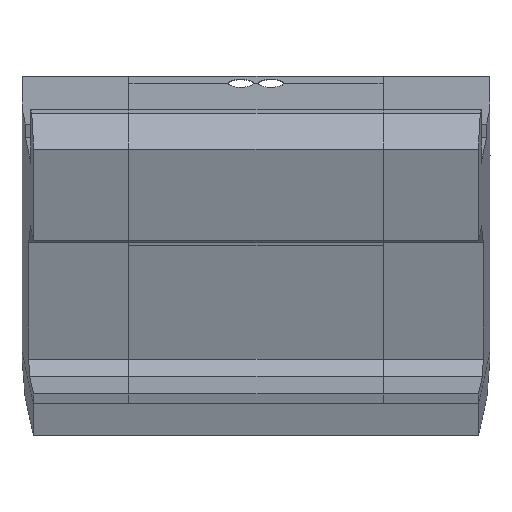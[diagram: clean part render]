
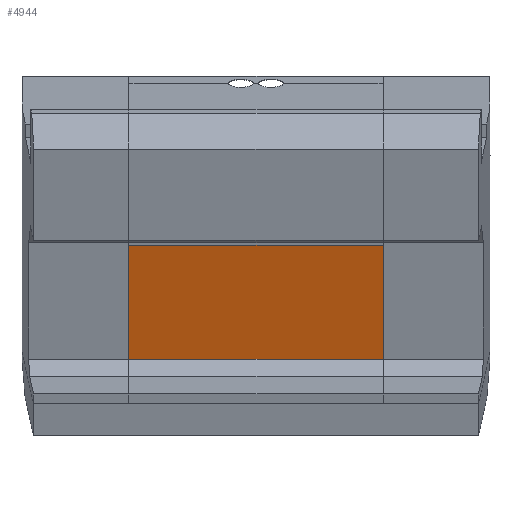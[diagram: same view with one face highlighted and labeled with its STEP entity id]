
A CAD part, left-side view. The second image highlights one B-rep face of the part: STEP entity #4944.
In plain terms, the highlighted planar face has unit normal (-0.947, 0, -0.322).
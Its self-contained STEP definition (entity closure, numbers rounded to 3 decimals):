
#3497 = PLANE('',#3498);
#3498 = AXIS2_PLACEMENT_3D('',#3499,#3500,#3501);
#3499 = CARTESIAN_POINT('',(56.083,0.,
    120.358));
#3500 = DIRECTION('',(0.322,0.,-0.947)
  );
#3501 = DIRECTION('',(-0.947,0.,
    -0.322));
#3825 = VERTEX_POINT('',#3826);
#3826 = CARTESIAN_POINT('',(-33.327,-225.,
    89.921));
#3839 = PLANE('',#3840);
#3840 = AXIS2_PLACEMENT_3D('',#3841,#3842,#3843);
#3841 = CARTESIAN_POINT('',(74.069,-225.,
    99.375));
#3842 = DIRECTION('',(0.,1.,0.));
#3843 = DIRECTION('',(1.,0.,0.));
#3850 = EDGE_CURVE('',#3851,#3825,#3853,.T.);
#3851 = VERTEX_POINT('',#3852);
#3852 = CARTESIAN_POINT('',(-33.327,225.,
    89.921));
#3853 = SURFACE_CURVE('',#3854,(#3858,#3864),.PCURVE_S1.);
#3854 = LINE('',#3855,#3856);
#3855 = CARTESIAN_POINT('',(-33.327,0.,
    89.921));
#3856 = VECTOR('',#3857,1.);
#3857 = DIRECTION('',(0.,-1.,0.));
#3858 = PCURVE('',#3497,#3859);
#3859 = DEFINITIONAL_REPRESENTATION('',(#3860),#3863);
#3860 = B_SPLINE_CURVE_WITH_KNOTS('',1,(#3861,#3862),.UNSPECIFIED.,.F.,
  .F.,(2,2),(-225.,225.),.PIECEWISE_BEZIER_KNOTS.);
#3861 = CARTESIAN_POINT('',(94.449,225.));
#3862 = CARTESIAN_POINT('',(94.449,-225.));
#3863 = ( GEOMETRIC_REPRESENTATION_CONTEXT(2) 
PARAMETRIC_REPRESENTATION_CONTEXT() REPRESENTATION_CONTEXT('2D SPACE',''
  ) );
#3864 = PCURVE('',#3865,#3870);
#3865 = PLANE('',#3866);
#3866 = AXIS2_PLACEMENT_3D('',#3867,#3868,#3869);
#3867 = CARTESIAN_POINT('',(35.315,0.,-111.716
    ));
#3868 = DIRECTION('',(-0.947,0.,
    -0.322));
#3869 = DIRECTION('',(-0.322,0.,0.947)
  );
#3870 = DEFINITIONAL_REPRESENTATION('',(#3871),#3874);
#3871 = B_SPLINE_CURVE_WITH_KNOTS('',1,(#3872,#3873),.UNSPECIFIED.,.F.,
  .F.,(2,2),(-225.,225.),.PIECEWISE_BEZIER_KNOTS.);
#3872 = CARTESIAN_POINT('',(213.,225.));
#3873 = CARTESIAN_POINT('',(213.,-225.));
#3874 = ( GEOMETRIC_REPRESENTATION_CONTEXT(2) 
PARAMETRIC_REPRESENTATION_CONTEXT() REPRESENTATION_CONTEXT('2D SPACE',''
  ) );
#3891 = PLANE('',#3892);
#3892 = AXIS2_PLACEMENT_3D('',#3893,#3894,#3895);
#3893 = CARTESIAN_POINT('',(74.069,225.,
    99.375));
#3894 = DIRECTION('',(0.,1.,0.));
#3895 = DIRECTION('',(1.,0.,0.));
#4900 = VERTEX_POINT('',#4901);
#4901 = CARTESIAN_POINT('',(35.315,225.,
    -111.716));
#4914 = PLANE('',#4915);
#4915 = AXIS2_PLACEMENT_3D('',#4916,#4917,#4918);
#4916 = CARTESIAN_POINT('',(20.33,0.,
    -142.17));
#4917 = DIRECTION('',(-0.897,0.,0.442));
#4918 = DIRECTION('',(0.,1.,0.));
#4925 = EDGE_CURVE('',#3851,#4900,#4926,.T.);
#4926 = SURFACE_CURVE('',#4927,(#4931,#4937),.PCURVE_S1.);
#4927 = LINE('',#4928,#4929);
#4928 = CARTESIAN_POINT('',(5.129,225.,
    -23.043));
#4929 = VECTOR('',#4930,1.);
#4930 = DIRECTION('',(0.322,0.,-0.947
    ));
#4931 = PCURVE('',#3891,#4932);
#4932 = DEFINITIONAL_REPRESENTATION('',(#4933),#4936);
#4933 = B_SPLINE_CURVE_WITH_KNOTS('',1,(#4934,#4935),.UNSPECIFIED.,.F.,
  .F.,(2,2),(-124.33,93.67),.PIECEWISE_BEZIER_KNOTS.);
#4934 = CARTESIAN_POINT('',(-109.008,4.721));
#4935 = CARTESIAN_POINT('',(-38.754,211.091));
#4936 = ( GEOMETRIC_REPRESENTATION_CONTEXT(2) 
PARAMETRIC_REPRESENTATION_CONTEXT() REPRESENTATION_CONTEXT('2D SPACE',''
  ) );
#4937 = PCURVE('',#3865,#4938);
#4938 = DEFINITIONAL_REPRESENTATION('',(#4939),#4942);
#4939 = B_SPLINE_CURVE_WITH_KNOTS('',1,(#4940,#4941),.UNSPECIFIED.,.F.,
  .F.,(2,2),(-124.33,93.67),.PIECEWISE_BEZIER_KNOTS.);
#4940 = CARTESIAN_POINT('',(218.,225.));
#4941 = CARTESIAN_POINT('',(0.,225.));
#4942 = ( GEOMETRIC_REPRESENTATION_CONTEXT(2) 
PARAMETRIC_REPRESENTATION_CONTEXT() REPRESENTATION_CONTEXT('2D SPACE',''
  ) );
#4944 = ADVANCED_FACE('',(#4945),#3865,.T.);
#4945 = FACE_BOUND('',#4946,.T.);
#4946 = EDGE_LOOP('',(#4947,#4970,#4989,#4990));
#4947 = ORIENTED_EDGE('',*,*,#4948,.F.);
#4948 = EDGE_CURVE('',#4949,#4900,#4951,.T.);
#4949 = VERTEX_POINT('',#4950);
#4950 = CARTESIAN_POINT('',(35.315,-225.,
    -111.716));
#4951 = SURFACE_CURVE('',#4952,(#4956,#4963),.PCURVE_S1.);
#4952 = LINE('',#4953,#4954);
#4953 = CARTESIAN_POINT('',(35.315,0.,-111.716)
  );
#4954 = VECTOR('',#4955,1.);
#4955 = DIRECTION('',(0.,1.,0.));
#4956 = PCURVE('',#3865,#4957);
#4957 = DEFINITIONAL_REPRESENTATION('',(#4958),#4962);
#4958 = LINE('',#4959,#4960);
#4959 = CARTESIAN_POINT('',(0.,0.));
#4960 = VECTOR('',#4961,1.);
#4961 = DIRECTION('',(0.,1.));
#4962 = ( GEOMETRIC_REPRESENTATION_CONTEXT(2) 
PARAMETRIC_REPRESENTATION_CONTEXT() REPRESENTATION_CONTEXT('2D SPACE',''
  ) );
#4963 = PCURVE('',#4914,#4964);
#4964 = DEFINITIONAL_REPRESENTATION('',(#4965),#4969);
#4965 = LINE('',#4966,#4967);
#4966 = CARTESIAN_POINT('',(0.,-33.941));
#4967 = VECTOR('',#4968,1.);
#4968 = DIRECTION('',(1.,0.));
#4969 = ( GEOMETRIC_REPRESENTATION_CONTEXT(2) 
PARAMETRIC_REPRESENTATION_CONTEXT() REPRESENTATION_CONTEXT('2D SPACE',''
  ) );
#4970 = ORIENTED_EDGE('',*,*,#4971,.F.);
#4971 = EDGE_CURVE('',#3825,#4949,#4972,.T.);
#4972 = SURFACE_CURVE('',#4973,(#4977,#4983),.PCURVE_S1.);
#4973 = LINE('',#4974,#4975);
#4974 = CARTESIAN_POINT('',(5.129,-225.,
    -23.043));
#4975 = VECTOR('',#4976,1.);
#4976 = DIRECTION('',(0.322,0.,-0.947
    ));
#4977 = PCURVE('',#3865,#4978);
#4978 = DEFINITIONAL_REPRESENTATION('',(#4979),#4982);
#4979 = B_SPLINE_CURVE_WITH_KNOTS('',1,(#4980,#4981),.UNSPECIFIED.,.F.,
  .F.,(2,2),(-124.33,93.67),.PIECEWISE_BEZIER_KNOTS.);
#4980 = CARTESIAN_POINT('',(218.,-225.));
#4981 = CARTESIAN_POINT('',(0.,-225.));
#4982 = ( GEOMETRIC_REPRESENTATION_CONTEXT(2) 
PARAMETRIC_REPRESENTATION_CONTEXT() REPRESENTATION_CONTEXT('2D SPACE',''
  ) );
#4983 = PCURVE('',#3839,#4984);
#4984 = DEFINITIONAL_REPRESENTATION('',(#4985),#4988);
#4985 = B_SPLINE_CURVE_WITH_KNOTS('',1,(#4986,#4987),.UNSPECIFIED.,.F.,
  .F.,(2,2),(-124.33,93.67),.PIECEWISE_BEZIER_KNOTS.);
#4986 = CARTESIAN_POINT('',(-109.008,4.721));
#4987 = CARTESIAN_POINT('',(-38.754,211.091));
#4988 = ( GEOMETRIC_REPRESENTATION_CONTEXT(2) 
PARAMETRIC_REPRESENTATION_CONTEXT() REPRESENTATION_CONTEXT('2D SPACE',''
  ) );
#4989 = ORIENTED_EDGE('',*,*,#3850,.F.);
#4990 = ORIENTED_EDGE('',*,*,#4925,.T.);
